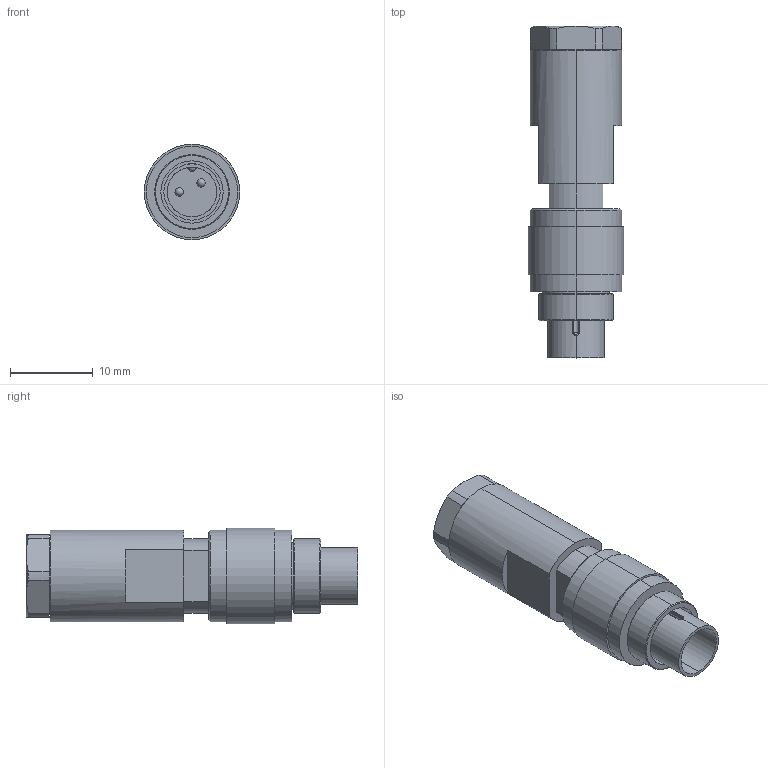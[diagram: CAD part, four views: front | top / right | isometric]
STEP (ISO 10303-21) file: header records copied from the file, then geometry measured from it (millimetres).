
FILE_DESCRIPTION((''),'2;1');
FILE_NAME('99-0401-00-02.stp','2005-04-19T14:05:57',('generator'),(''),'Autodesk Inventor 7','Autodesk Inventor 7','');
FILE_SCHEMA(('AUTOMOTIVE_DESIGN { 1 0 10303 214 1 1 1 1 }'));
Length unit declared in the file: millimetre
Products named in the file (1): 99-0401-00-02
Bounding box: 11.5 x 40 x 11.5 mm (x, y, z)
Volume: 2893.4 mm3; surface area: 2197.6 mm2
Topology: 1 solids, 1 shells, 100 faces, 243 edges, 152 vertices
Faces by surface type: cylinder 50, plane 28, cone 12, bspline 5, sphere 3, torus 2
Entity records: 3170 total; most frequent: CARTESIAN_POINT 851, DIRECTION 515, ORIENTED_EDGE 458, EDGE_CURVE 229, AXIS2_PLACEMENT_3D 213, VERTEX_POINT 145, CIRCLE 117, EDGE_LOOP 114
